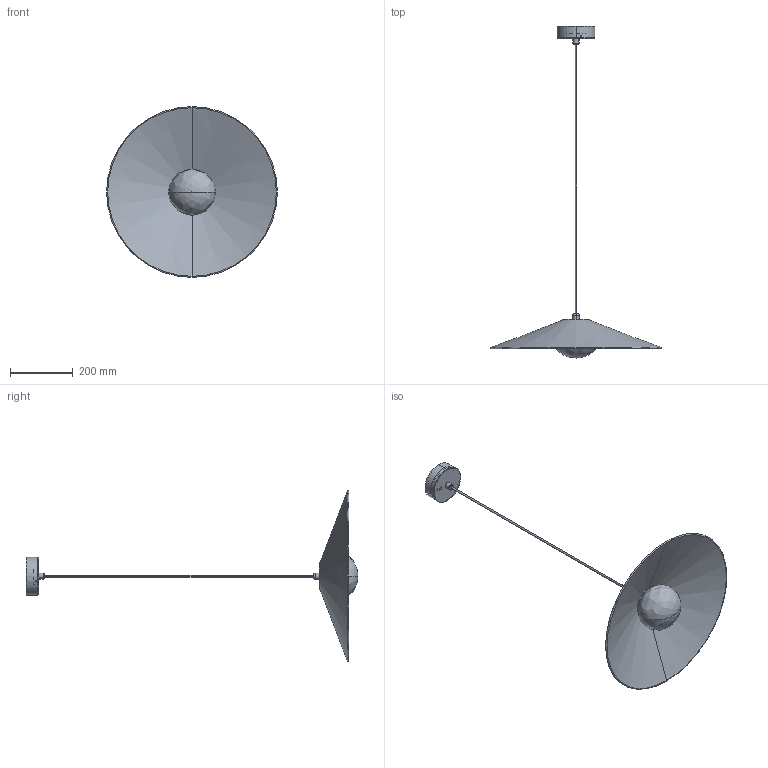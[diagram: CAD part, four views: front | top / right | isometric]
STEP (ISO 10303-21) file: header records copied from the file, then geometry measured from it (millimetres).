
FILE_DESCRIPTION (( 'STEP AP203' ), '1' );
FILE_NAME ('30930214xxxU.STEP', '2022-09-16T10:39:28', ( '' ), ( '' ), 'SwSTEP 2.0', 'SolidWorks 2019', '' );
FILE_SCHEMA (( 'CONFIG_CONTROL_DESIGN' ));
Length unit declared in the file: millimetre
Products named in the file (21): 000-D6798J-3.2A2; 000-330-30; 000-D7985-312 A2; 000-914-186; D913-34A2; 000-D914-46 A2; 000-261-046; 30930214xxxU; 000-371-011; 000-CABLE SUSPENSION V3; 000-309-025; 000-309-029; 000-FLO095; 000-914-189; 000-371-014; 000-338-160; 000-D912-36A2; 000-D7991-38 A2; 000-371-015; 000-330-32; 000-D913-33A2_M3X3mm
Assembly tree (25 placements, depth 3):
  30930214xxxU
    000-371-014
    000-330-32
    000-D6798J-3.2A2
    000-D7985-312 A2
    000-D912-36A2
    000-330-30
    000-371-011
    000-371-015
    000-D7991-38 A2  x4
    000-309-025
    D913-34A2
    000-CABLE SUSPENSION V3
    000-FLO095
      000-338-160
      000-261-046
      000-D914-46 A2  x3
      000-914-186
      000-309-029
      000-D913-33A2_M3X3mm
      000-914-189
Bounding box: 546.44 x 1062.15 x 546.44 mm (x, y, z)
Volume: 1790158.3 mm3; surface area: 770129.5 mm2
Topology: 28 solids, 28 shells, 992 faces, 2260 edges, 1372 vertices
Faces by surface type: plane 312, cylinder 243, cone 165, bspline 150, torus 102, sphere 20
Entity records: 30353 total; most frequent: CARTESIAN_POINT 7940, DIRECTION 4175, ORIENTED_EDGE 4104, EDGE_CURVE 2052, AXIS2_PLACEMENT_3D 1685, VERTEX_POINT 1266, EDGE_LOOP 1048, FACE_OUTER_BOUND 911
